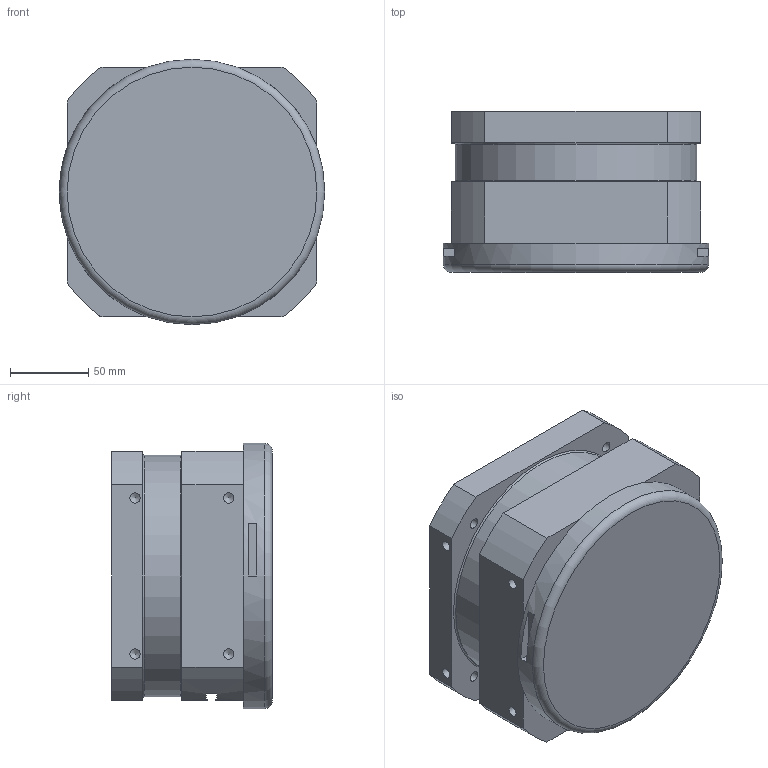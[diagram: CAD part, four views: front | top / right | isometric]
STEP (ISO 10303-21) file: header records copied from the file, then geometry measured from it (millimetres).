
FILE_DESCRIPTION(/* description */ (''),/* implementation_level */ '2;1');
FILE_NAME(/* name */ 'TPGC160078 B.stp',/* time_stamp */ '2016-01-06T12:18:14+01:00',/* author */ ('pb'),/* organization */ (''),/* preprocessor_version */ 'ST-DEVELOPER v15.6',/* originating_system */ 'Autodesk Inventor 2015',/* authorisation */ '');
FILE_SCHEMA (('AUTOMOTIVE_DESIGN { 1 0 10303 214 3 1 1 }'));
Length unit declared in the file: millimetre
Products named in the file (1): Part15
Bounding box: 170 x 103 x 170 mm (x, y, z)
Volume: 2346240.1 mm3; surface area: 125282 mm2
Topology: 1 solids, 1 shells, 69 faces, 168 edges, 108 vertices
Faces by surface type: plane 40, cylinder 22, cone 4, torus 3
Full cylindrical faces by diameter (mm): 6.647 x8, 10 x1, 10.106 x1, 11.445 x2, 155 x1, 170 x1
Entity records: 1955 total; most frequent: DIRECTION 342, CARTESIAN_POINT 304, ORIENTED_EDGE 272, EDGE_CURVE 136, AXIS2_PLACEMENT_3D 136, EDGE_LOOP 106, VERTEX_POINT 98, LINE 70
